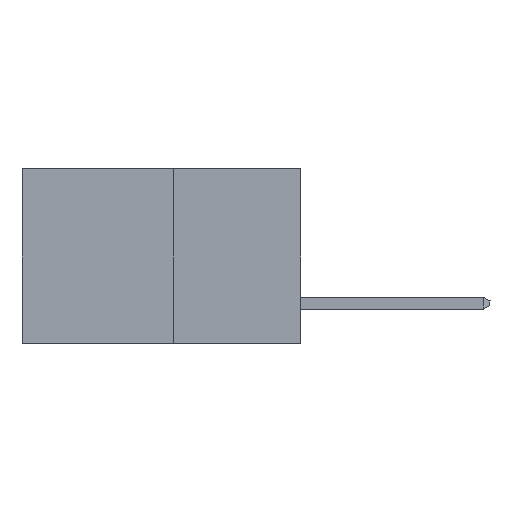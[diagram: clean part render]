
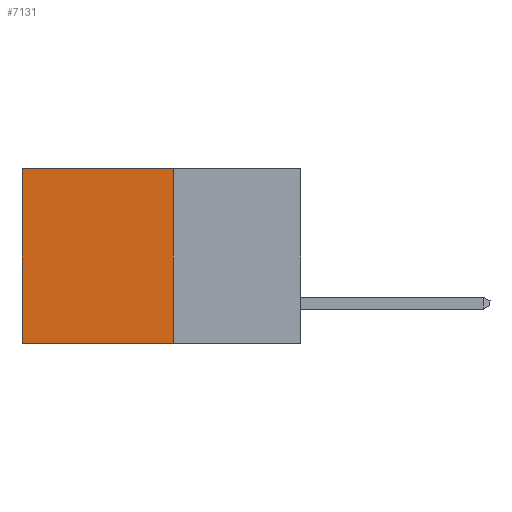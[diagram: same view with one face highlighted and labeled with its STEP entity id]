
A CAD part, left-side view. The second image highlights one B-rep face of the part: STEP entity #7131.
In plain terms, the highlighted planar face has unit normal (-1, 0, 0).
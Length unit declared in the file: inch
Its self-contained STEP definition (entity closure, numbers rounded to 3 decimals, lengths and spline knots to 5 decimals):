
#1018 = LINE ( 'NONE', #13140, #6859 ) ;
#2355 = CARTESIAN_POINT ( 'NONE',  ( 0.277, 0.27, 0. ) ) ;
#3382 = DIRECTION ( 'NONE',  ( 0., 0., -1. ) ) ;
#3815 = CARTESIAN_POINT ( 'NONE',  ( 0.277, 0.27, -0.37 ) ) ;
#4463 = EDGE_CURVE ( 'NONE', #21368, #10713, #23519, .T. ) ;
#4577 = VECTOR ( 'NONE', #24093, 39.37008 ) ;
#5185 = CARTESIAN_POINT ( 'NONE',  ( 0.277, 0.27, -0.37 ) ) ;
#5624 = DIRECTION ( 'NONE',  ( 0., 0., -1. ) ) ;
#6204 = EDGE_CURVE ( 'NONE', #21368, #26733, #14565, .T. ) ;
#6527 = PLANE ( 'NONE',  #31283 ) ;
#6859 = VECTOR ( 'NONE', #20514, 39.37008 ) ;
#6900 = CARTESIAN_POINT ( 'NONE',  ( 0.277, 0.59, 0. ) ) ;
#6936 = CARTESIAN_POINT ( 'NONE',  ( 0.277, 0.59, -0.37 ) ) ;
#7131 = ADVANCED_FACE ( 'NONE', ( #24482 ), #6527, .F. ) ;
#7381 = ORIENTED_EDGE ( 'NONE', *, *, #6204, .T. ) ;
#8893 = CARTESIAN_POINT ( 'NONE',  ( 0.277, 0.27, -0.37 ) ) ;
#10482 = VECTOR ( 'NONE', #3382, 39.37008 ) ;
#10516 = LINE ( 'NONE', #5185, #16252 ) ;
#10713 = VERTEX_POINT ( 'NONE', #3815 ) ;
#12576 = DIRECTION ( 'NONE',  ( 0., 1., 0. ) ) ;
#13140 = CARTESIAN_POINT ( 'NONE',  ( 0.277, 0.59, -0.37 ) ) ;
#13421 = EDGE_LOOP ( 'NONE', ( #16279, #17123, #18709, #7381 ) ) ;
#14565 = LINE ( 'NONE', #17520, #4577 ) ;
#16252 = VECTOR ( 'NONE', #12576, 39.37008 ) ;
#16279 = ORIENTED_EDGE ( 'NONE', *, *, #21605, .T. ) ;
#17123 = ORIENTED_EDGE ( 'NONE', *, *, #25740, .F. ) ;
#17520 = CARTESIAN_POINT ( 'NONE',  ( 0.277, 0.27, 0. ) ) ;
#18709 = ORIENTED_EDGE ( 'NONE', *, *, #4463, .F. ) ;
#20514 = DIRECTION ( 'NONE',  ( 0., 0., -1. ) ) ;
#21238 = VERTEX_POINT ( 'NONE', #6936 ) ;
#21368 = VERTEX_POINT ( 'NONE', #2355 ) ;
#21605 = EDGE_CURVE ( 'NONE', #26733, #21238, #1018, .T. ) ;
#23519 = LINE ( 'NONE', #8893, #10482 ) ;
#24093 = DIRECTION ( 'NONE',  ( 0., 1., 0. ) ) ;
#24482 = FACE_OUTER_BOUND ( 'NONE', #13421, .T. ) ;
#25740 = EDGE_CURVE ( 'NONE', #10713, #21238, #10516, .T. ) ;
#26733 = VERTEX_POINT ( 'NONE', #6900 ) ;
#28474 = CARTESIAN_POINT ( 'NONE',  ( 0.277, 0.27, -0.37 ) ) ;
#28477 = DIRECTION ( 'NONE',  ( 1., 0., 0. ) ) ;
#31283 = AXIS2_PLACEMENT_3D ( 'NONE', #28474, #28477, #5624 ) ;
